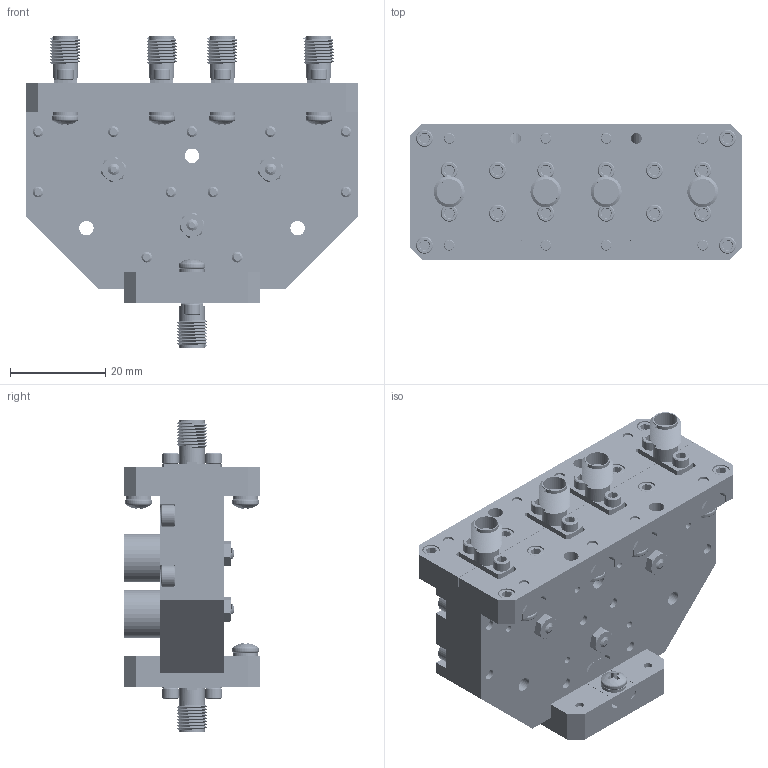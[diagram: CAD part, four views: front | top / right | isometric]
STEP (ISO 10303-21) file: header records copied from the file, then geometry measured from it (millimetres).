
FILE_DESCRIPTION (( 'STEP AP203' ), '1' );
FILE_NAME ('SWP-40350304-2F2F-E1.STEP', '2019-06-17T23:31:01', ( '' ), ( '' ), 'SwSTEP 2.0', 'SolidWorks 2016', '' );
FILE_SCHEMA (( 'CONFIG_CONTROL_DESIGN' ));
Length unit declared in the file: inch
Products named in the file (1): SWP-40350304-2F2F-E1
Bounding box: 69.85 x 28.57 x 65.58 mm (x, y, z)
Volume: 48866.5 mm3; surface area: 40353.5 mm2
Topology: 81 solids, 81 shells, 4663 faces, 12107 edges, 7711 vertices
Faces by surface type: cylinder 2707, plane 1045, cone 738, bspline 119, torus 36, sphere 18
Entity records: 188944 total; most frequent: CARTESIAN_POINT 85903, ORIENTED_EDGE 23938, DIRECTION 19355, EDGE_CURVE 11969, VERTEX_POINT 7711, AXIS2_PLACEMENT_3D 7262, EDGE_LOOP 5142, VECTOR 4831
